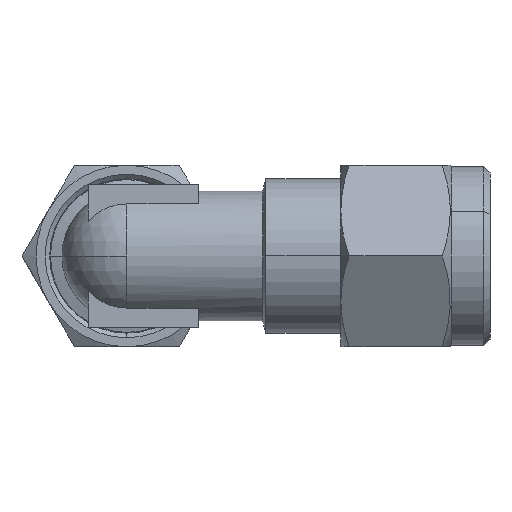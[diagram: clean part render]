
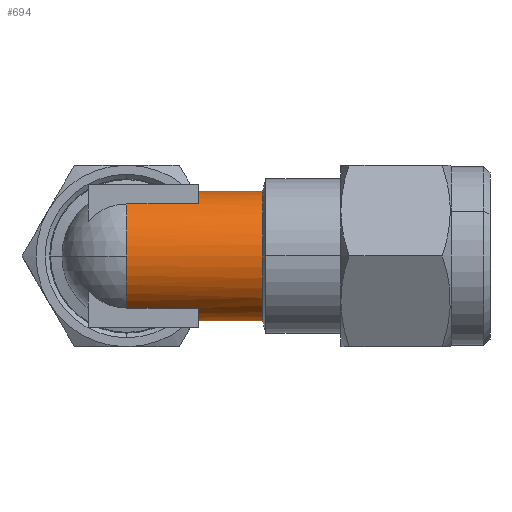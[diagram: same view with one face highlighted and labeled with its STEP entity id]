
A CAD part, left-side view. The second image highlights one B-rep face of the part: STEP entity #694.
In plain terms, the highlighted cylindrical face has radius 5 mm (diameter 10 mm), a partial arc.
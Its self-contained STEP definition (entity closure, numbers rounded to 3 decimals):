
#137 = DIRECTION ( 'NONE',  ( 0., -1., 0. ) ) ;
#146 = CARTESIAN_POINT ( 'NONE',  ( 0., 0., -5. ) ) ;
#147 = CARTESIAN_POINT ( 'NONE',  ( 0., 0., 5. ) ) ;
#151 = DIRECTION ( 'NONE',  ( 0., -1., 0. ) ) ;
#170 = CARTESIAN_POINT ( 'NONE',  ( 0., 22., 0. ) ) ;
#171 = DIRECTION ( 'NONE',  ( 0., -1., 0. ) ) ;
#172 = DIRECTION ( 'NONE',  ( 0., 0., -1. ) ) ;
#383 = EDGE_CURVE ( 'NONE', #1374, #1352, #1254, .T. ) ;
#384 = EDGE_CURVE ( 'NONE', #1366, #1361, #1250, .T. ) ;
#390 = EDGE_CURVE ( 'NONE', #1368, #1356, #1263, .T. ) ;
#429 = EDGE_CURVE ( 'NONE', #1366, #1420, #1314, .T. ) ;
#430 = EDGE_CURVE ( 'NONE', #1420, #1425, #1315, .T. ) ;
#431 = EDGE_CURVE ( 'NONE', #1425, #1368, #1316, .T. ) ;
#432 = EDGE_CURVE ( 'NONE', #1356, #1424, #1318, .T. ) ;
#433 = EDGE_CURVE ( 'NONE', #1424, #1374, #1319, .T. ) ;
#434 = EDGE_CURVE ( 'NONE', #1361, #1352, #1321, .T. ) ;
#694 = ADVANCED_FACE ( 'NONE', ( #938 ), #940, .T. ) ;
#938 = FACE_OUTER_BOUND ( 'NONE', #1119, .T. ) ;
#940 = CYLINDRICAL_SURFACE ( 'NONE', #2403, 5. ) ;
#1119 = EDGE_LOOP ( 'NONE', ( #1622, #1623, #1624, #1625, #1626, #1627, #1628, #1629, #1630 ) ) ;
#1250 = LINE ( 'NONE', #147, #1258 ) ;
#1254 = LINE ( 'NONE', #146, #1256 ) ;
#1256 = VECTOR ( 'NONE', #137, 1000. ) ;
#1258 = VECTOR ( 'NONE', #151, 1000. ) ;
#1263 = CIRCLE ( 'NONE', #2339, 5. ) ;
#1314 = CIRCLE ( 'NONE', #2356, 5. ) ;
#1315 = LINE ( 'NONE', #2666, #1317 ) ;
#1316 = CIRCLE ( 'NONE', #2357, 5. ) ;
#1317 = VECTOR ( 'NONE', #2667, 1000. ) ;
#1318 = LINE ( 'NONE', #2671, #1320 ) ;
#1319 = CIRCLE ( 'NONE', #2358, 5. ) ;
#1320 = VECTOR ( 'NONE', #2672, 1000. ) ;
#1321 = CIRCLE ( 'NONE', #2359, 5. ) ;
#1352 = VERTEX_POINT ( 'NONE', #1679 ) ;
#1356 = VERTEX_POINT ( 'NONE', #1682 ) ;
#1361 = VERTEX_POINT ( 'NONE', #1688 ) ;
#1366 = VERTEX_POINT ( 'NONE', #1693 ) ;
#1368 = VERTEX_POINT ( 'NONE', #1695 ) ;
#1374 = VERTEX_POINT ( 'NONE', #1701 ) ;
#1420 = VERTEX_POINT ( 'NONE', #1747 ) ;
#1424 = VERTEX_POINT ( 'NONE', #1751 ) ;
#1425 = VERTEX_POINT ( 'NONE', #1752 ) ;
#1622 = ORIENTED_EDGE ( 'NONE', *, *, #384, .F. ) ;
#1623 = ORIENTED_EDGE ( 'NONE', *, *, #429, .T. ) ;
#1624 = ORIENTED_EDGE ( 'NONE', *, *, #430, .T. ) ;
#1625 = ORIENTED_EDGE ( 'NONE', *, *, #431, .T. ) ;
#1626 = ORIENTED_EDGE ( 'NONE', *, *, #390, .T. ) ;
#1627 = ORIENTED_EDGE ( 'NONE', *, *, #432, .T. ) ;
#1628 = ORIENTED_EDGE ( 'NONE', *, *, #433, .T. ) ;
#1629 = ORIENTED_EDGE ( 'NONE', *, *, #383, .T. ) ;
#1630 = ORIENTED_EDGE ( 'NONE', *, *, #434, .F. ) ;
#1679 = CARTESIAN_POINT ( 'NONE',  ( 0., 11.536, -5. ) ) ;
#1682 = CARTESIAN_POINT ( 'NONE',  ( -2.982, 22., -4.013 ) ) ;
#1688 = CARTESIAN_POINT ( 'NONE',  ( 0., 11.536, 5. ) ) ;
#1693 = CARTESIAN_POINT ( 'NONE',  ( 0., 16.482, 5. ) ) ;
#1695 = CARTESIAN_POINT ( 'NONE',  ( -5., 22., 0. ) ) ;
#1701 = CARTESIAN_POINT ( 'NONE',  ( 0., 16.482, -5. ) ) ;
#1747 = CARTESIAN_POINT ( 'NONE',  ( -2.982, 16.482, 4.013 ) ) ;
#1751 = CARTESIAN_POINT ( 'NONE',  ( -2.982, 16.482, -4.013 ) ) ;
#1752 = CARTESIAN_POINT ( 'NONE',  ( -2.982, 22., 4.013 ) ) ;
#2233 = DIRECTION ( 'NONE',  ( 0., 0., -1. ) ) ;
#2235 = CARTESIAN_POINT ( 'NONE',  ( 0., 0., 0. ) ) ;
#2236 = DIRECTION ( 'NONE',  ( 0., -1., 0. ) ) ;
#2339 = AXIS2_PLACEMENT_3D ( 'NONE', #170, #171, #172 ) ;
#2356 = AXIS2_PLACEMENT_3D ( 'NONE', #2673, #2674, #2675 ) ;
#2357 = AXIS2_PLACEMENT_3D ( 'NONE', #2676, #2677, #2678 ) ;
#2358 = AXIS2_PLACEMENT_3D ( 'NONE', #2680, #2681, #2682 ) ;
#2359 = AXIS2_PLACEMENT_3D ( 'NONE', #2683, #2684, #2685 ) ;
#2403 = AXIS2_PLACEMENT_3D ( 'NONE', #2235, #2236, #2233 ) ;
#2666 = CARTESIAN_POINT ( 'NONE',  ( -2.982, 0., 4.013 ) ) ;
#2667 = DIRECTION ( 'NONE',  ( 0., 1., 0. ) ) ;
#2671 = CARTESIAN_POINT ( 'NONE',  ( -2.982, 0., -4.013 ) ) ;
#2672 = DIRECTION ( 'NONE',  ( 0., -1., 0. ) ) ;
#2673 = CARTESIAN_POINT ( 'NONE',  ( 0., 16.482, 0. ) ) ;
#2674 = DIRECTION ( 'NONE',  ( 0., -1., 0. ) ) ;
#2675 = DIRECTION ( 'NONE',  ( 0., 0., 1. ) ) ;
#2676 = CARTESIAN_POINT ( 'NONE',  ( 0., 22., 0. ) ) ;
#2677 = DIRECTION ( 'NONE',  ( 0., -1., 0. ) ) ;
#2678 = DIRECTION ( 'NONE',  ( 0., 0., -1. ) ) ;
#2680 = CARTESIAN_POINT ( 'NONE',  ( 0., 16.482, 0. ) ) ;
#2681 = DIRECTION ( 'NONE',  ( 0., -1., 0. ) ) ;
#2682 = DIRECTION ( 'NONE',  ( 0., 0., 1. ) ) ;
#2683 = CARTESIAN_POINT ( 'NONE',  ( 0., 11.536, 0. ) ) ;
#2684 = DIRECTION ( 'NONE',  ( 0., -1., 0. ) ) ;
#2685 = DIRECTION ( 'NONE',  ( 0., 0., -1. ) ) ;
